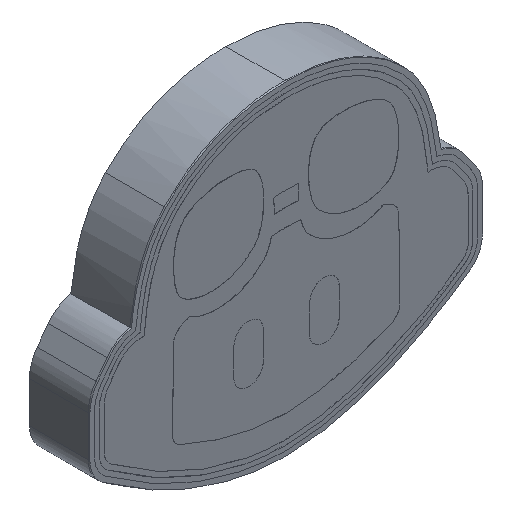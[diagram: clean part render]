
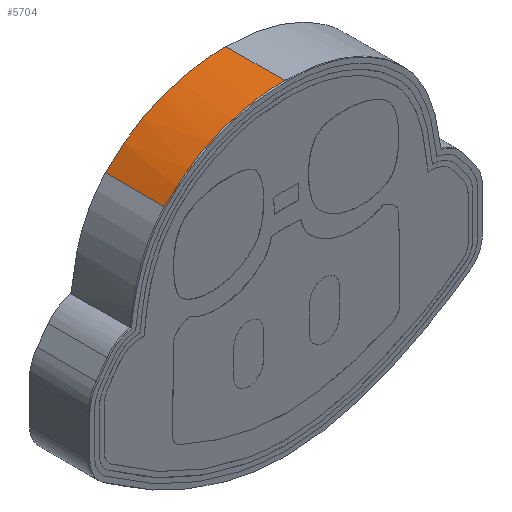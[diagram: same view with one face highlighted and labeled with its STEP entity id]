
A CAD part, isometric view. The second image highlights one B-rep face of the part: STEP entity #5704.
In plain terms, the highlighted free-form (B-spline) face has degree [3, 1] with [10, 2] control points.
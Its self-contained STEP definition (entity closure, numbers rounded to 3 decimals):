
#495=B_SPLINE_SURFACE_WITH_KNOTS('',3,1,((#8406,#8407),(#8408,#8409),(#8410,
#8411),(#8412,#8413),(#8414,#8415),(#8416,#8417),(#8418,#8419),(#8420,#8421),
(#8422,#8423),(#8424,#8425)),.UNSPECIFIED.,.F.,.F.,.F.,(4,3,3,4),(2,2),
(-1.,-0.892,-0.5,0.),(-3.6,0.2),
 .UNSPECIFIED.);
#630=FACE_OUTER_BOUND('',#950,.T.);
#950=EDGE_LOOP('',(#4169,#4170,#4171,#4172));
#1304=B_SPLINE_CURVE_WITH_KNOTS('',3,(#8137,#8138,#8139,#8140,#8141,#8142,
#8143,#8144,#8145,#8146),.UNSPECIFIED.,.F.,.F.,(4,3,3,4),(0.,0.5,0.892,
1.),.UNSPECIFIED.);
#1315=B_SPLINE_CURVE_WITH_KNOTS('',3,(#8427,#8428,#8429,#8430,#8431,#8432,
#8433,#8434,#8435,#8436),.UNSPECIFIED.,.F.,.F.,(4,3,3,4),(-1.,
-0.892,-0.5,0.),.UNSPECIFIED.);
#1548=LINE('',#8405,#1965);
#1549=LINE('',#8437,#1966);
#1965=VECTOR('',#6270,10.);
#1966=VECTOR('',#6271,10.);
#2409=VERTEX_POINT('',#8125);
#2410=VERTEX_POINT('',#8136);
#2422=VERTEX_POINT('',#8394);
#2423=VERTEX_POINT('',#8426);
#3065=EDGE_CURVE('',#2409,#2410,#1304,.T.);
#3089=EDGE_CURVE('',#2409,#2422,#1548,.T.);
#3090=EDGE_CURVE('',#2423,#2422,#1315,.T.);
#3091=EDGE_CURVE('',#2410,#2423,#1549,.T.);
#4169=ORIENTED_EDGE('',*,*,#3089,.T.);
#4170=ORIENTED_EDGE('',*,*,#3090,.F.);
#4171=ORIENTED_EDGE('',*,*,#3091,.F.);
#4172=ORIENTED_EDGE('',*,*,#3065,.F.);
#5704=ADVANCED_FACE('',(#630),#495,.T.);
#6270=DIRECTION('',(0.,1.,0.));
#6271=DIRECTION('',(0.,1.,0.));
#8125=CARTESIAN_POINT('',(125.175,0.,-9.345));
#8136=CARTESIAN_POINT('',(49.543,0.,-40.199));
#8137=CARTESIAN_POINT('Ctrl Pts',(125.175,0.,-9.345));
#8138=CARTESIAN_POINT('Ctrl Pts',(118.007,0.,-9.345));
#8139=CARTESIAN_POINT('Ctrl Pts',(105.873,0.,-10.026));
#8140=CARTESIAN_POINT('Ctrl Pts',(92.095,0.,-14.202));
#8141=CARTESIAN_POINT('Ctrl Pts',(81.293,0.,-17.477));
#8142=CARTESIAN_POINT('Ctrl Pts',(69.449,0.,-22.931));
#8143=CARTESIAN_POINT('Ctrl Pts',(58.418,0.,-31.937));
#8144=CARTESIAN_POINT('Ctrl Pts',(55.382,0.,-34.416));
#8145=CARTESIAN_POINT('Ctrl Pts',(52.409,0.,-37.163));
#8146=CARTESIAN_POINT('Ctrl Pts',(49.543,0.,-40.199));
#8394=CARTESIAN_POINT('',(125.175,38.,-9.345));
#8405=CARTESIAN_POINT('',(125.175,36.,-9.345));
#8406=CARTESIAN_POINT('Ctrl Pts',(49.543,0.,-40.199));
#8407=CARTESIAN_POINT('Ctrl Pts',(49.543,38.,-40.199));
#8408=CARTESIAN_POINT('Ctrl Pts',(52.409,0.,-37.163));
#8409=CARTESIAN_POINT('Ctrl Pts',(52.409,38.,-37.163));
#8410=CARTESIAN_POINT('Ctrl Pts',(55.382,0.,-34.416));
#8411=CARTESIAN_POINT('Ctrl Pts',(55.382,38.,-34.416));
#8412=CARTESIAN_POINT('Ctrl Pts',(58.418,0.,-31.937));
#8413=CARTESIAN_POINT('Ctrl Pts',(58.418,38.,-31.937));
#8414=CARTESIAN_POINT('Ctrl Pts',(69.449,0.,-22.931));
#8415=CARTESIAN_POINT('Ctrl Pts',(69.449,38.,-22.931));
#8416=CARTESIAN_POINT('Ctrl Pts',(81.293,0.,-17.477));
#8417=CARTESIAN_POINT('Ctrl Pts',(81.293,38.,-17.477));
#8418=CARTESIAN_POINT('Ctrl Pts',(92.095,0.,-14.202));
#8419=CARTESIAN_POINT('Ctrl Pts',(92.095,38.,-14.202));
#8420=CARTESIAN_POINT('Ctrl Pts',(105.873,0.,-10.026));
#8421=CARTESIAN_POINT('Ctrl Pts',(105.873,38.,-10.026));
#8422=CARTESIAN_POINT('Ctrl Pts',(118.007,0.,-9.345));
#8423=CARTESIAN_POINT('Ctrl Pts',(118.007,38.,-9.345));
#8424=CARTESIAN_POINT('Ctrl Pts',(125.175,0.,-9.345));
#8425=CARTESIAN_POINT('Ctrl Pts',(125.175,38.,-9.345));
#8426=CARTESIAN_POINT('',(49.543,38.,-40.199));
#8427=CARTESIAN_POINT('Ctrl Pts',(49.543,38.,-40.199));
#8428=CARTESIAN_POINT('Ctrl Pts',(52.409,38.,-37.163));
#8429=CARTESIAN_POINT('Ctrl Pts',(55.382,38.,-34.416));
#8430=CARTESIAN_POINT('Ctrl Pts',(58.418,38.,-31.937));
#8431=CARTESIAN_POINT('Ctrl Pts',(69.449,38.,-22.931));
#8432=CARTESIAN_POINT('Ctrl Pts',(81.293,38.,-17.477));
#8433=CARTESIAN_POINT('Ctrl Pts',(92.095,38.,-14.202));
#8434=CARTESIAN_POINT('Ctrl Pts',(105.873,38.,-10.026));
#8435=CARTESIAN_POINT('Ctrl Pts',(118.007,38.,-9.345));
#8436=CARTESIAN_POINT('Ctrl Pts',(125.175,38.,-9.345));
#8437=CARTESIAN_POINT('',(49.543,36.,-40.199));
